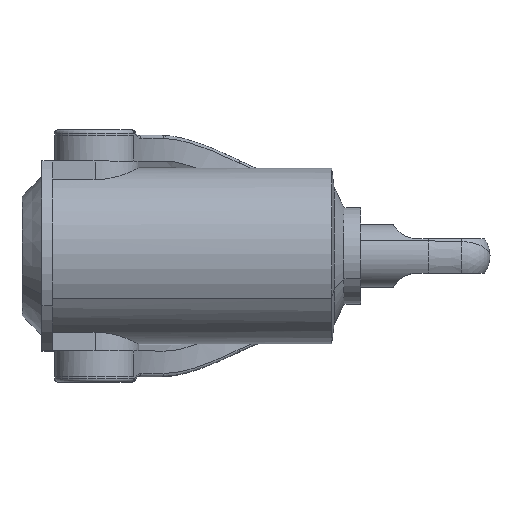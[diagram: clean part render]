
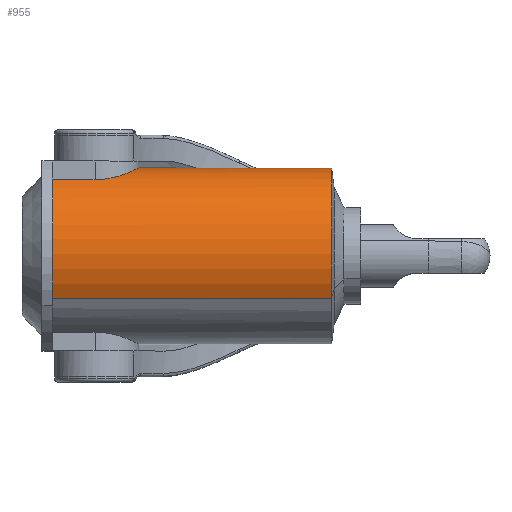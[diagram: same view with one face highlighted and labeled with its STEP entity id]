
A CAD part, top view. The second image highlights one B-rep face of the part: STEP entity #955.
In plain terms, the highlighted cylindrical face has radius 13.25 mm (diameter 26.5 mm), a partial arc.
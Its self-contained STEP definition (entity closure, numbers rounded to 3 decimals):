
#778=CARTESIAN_POINT('Vertex',(-54.426,-34.1,131.142)) ;
#781=CARTESIAN_POINT('Axis2P3D Location',(-54.426,-27.748,119.514)) ;
#785=CARTESIAN_POINT('Vertex',(-54.426,-16.259,126.115)) ;
#806=CARTESIAN_POINT('Vertex',(-54.426,-16.259,112.913)) ;
#809=CARTESIAN_POINT('Axis2P3D Location',(-54.426,-27.748,119.514)) ;
#813=CARTESIAN_POINT('Vertex',(-54.426,-21.396,107.886)) ;
#837=CARTESIAN_POINT('Axis2P3D Location',(-57.756,-27.748,119.514)) ;
#842=CARTESIAN_POINT('Line Origine',(-33.401,-21.396,107.886)) ;
#846=CARTESIAN_POINT('Vertex',(-12.376,-21.396,107.886)) ;
#853=CARTESIAN_POINT('Vertex',(-12.376,-34.1,131.142)) ;
#856=CARTESIAN_POINT('Line Origine',(-33.401,-34.1,131.142)) ;
#906=CARTESIAN_POINT('Axis2P3D Location',(-12.376,-27.748,119.514)) ;
#911=CARTESIAN_POINT('Line Origine',(-33.401,-16.259,112.913)) ;
#915=CARTESIAN_POINT('Vertex',(-48.026,-16.259,112.913)) ;
#919=CARTESIAN_POINT('Control Point',(-48.026,-16.259,126.115)) ;
#920=CARTESIAN_POINT('Control Point',(-47.181,-16.259,126.115)) ;
#921=CARTESIAN_POINT('Control Point',(-46.337,-16.182,125.98)) ;
#922=CARTESIAN_POINT('Control Point',(-45.533,-16.027,125.71)) ;
#923=CARTESIAN_POINT('Control Point',(-43.817,-15.57,124.822)) ;
#924=CARTESIAN_POINT('Control Point',(-42.521,-15.03,123.393)) ;
#925=CARTESIAN_POINT('Control Point',(-41.947,-14.756,122.432)) ;
#926=CARTESIAN_POINT('Control Point',(-41.25,-14.412,120.333)) ;
#927=CARTESIAN_POINT('Control Point',(-41.442,-14.505,118.11)) ;
#928=CARTESIAN_POINT('Control Point',(-41.76,-14.669,117.074)) ;
#929=CARTESIAN_POINT('Control Point',(-42.464,-15.005,115.759)) ;
#930=CARTESIAN_POINT('Control Point',(-43.471,-15.394,114.708)) ;
#931=CARTESIAN_POINT('Control Point',(-43.791,-15.51,114.424)) ;
#932=CARTESIAN_POINT('Control Point',(-44.718,-15.816,113.726)) ;
#933=CARTESIAN_POINT('Control Point',(-45.791,-16.073,113.237)) ;
#934=CARTESIAN_POINT('Control Point',(-46.517,-16.197,113.021)) ;
#935=CARTESIAN_POINT('Control Point',(-47.271,-16.259,112.913)) ;
#936=CARTESIAN_POINT('Control Point',(-48.026,-16.259,112.913)) ;
#937=CARTESIAN_POINT('Vertex',(-48.026,-16.259,126.115)) ;
#940=CARTESIAN_POINT('Line Origine',(-33.401,-16.259,126.115)) ;
#782=DIRECTION('Axis2P3D Direction',(1.,0.,0.)) ;
#810=DIRECTION('Axis2P3D Direction',(1.,0.,0.)) ;
#838=DIRECTION('Axis2P3D Direction',(1.,0.,0.)) ;
#839=DIRECTION('Axis2P3D XDirection',(0.,-0.479,0.878)) ;
#843=DIRECTION('Vector Direction',(1.,0.,0.)) ;
#857=DIRECTION('Vector Direction',(1.,0.,0.)) ;
#907=DIRECTION('Axis2P3D Direction',(1.,0.,0.)) ;
#912=DIRECTION('Vector Direction',(1.,0.,0.)) ;
#941=DIRECTION('Vector Direction',(1.,0.,0.)) ;
#783=AXIS2_PLACEMENT_3D('Circle Axis2P3D',#781,#782,$) ;
#811=AXIS2_PLACEMENT_3D('Circle Axis2P3D',#809,#810,$) ;
#840=AXIS2_PLACEMENT_3D('Cylinder Axis2P3D',#837,#838,#839) ;
#908=AXIS2_PLACEMENT_3D('Circle Axis2P3D',#906,#907,$) ;
#946=ORIENTED_EDGE('',*,*,#787,.T.) ;
#947=ORIENTED_EDGE('',*,*,#860,.T.) ;
#948=ORIENTED_EDGE('',*,*,#910,.F.) ;
#949=ORIENTED_EDGE('',*,*,#848,.F.) ;
#950=ORIENTED_EDGE('',*,*,#815,.T.) ;
#951=ORIENTED_EDGE('',*,*,#917,.T.) ;
#952=ORIENTED_EDGE('',*,*,#939,.F.) ;
#953=ORIENTED_EDGE('',*,*,#944,.F.) ;
#844=VECTOR('Line Direction',#843,1.) ;
#858=VECTOR('Line Direction',#857,1.) ;
#913=VECTOR('Line Direction',#912,1.) ;
#942=VECTOR('Line Direction',#941,1.) ;
#955=ADVANCED_FACE('Body.4',(#954),#841,.T.) ;
#918=B_SPLINE_CURVE_WITH_KNOTS('',5,(#919,#920,#921,#922,#923,#924,#925,#926,#927,#928,#929,#930,#931,#932,#933,#934,#935,#936),.UNSPECIFIED.,.F.,.U.,(6,3,3,3,3,6),(0.,5.972,13.885,21.384,24.506,29.841),.UNSPECIFIED.) ;
#784=CIRCLE('generated circle',#783,13.25) ;
#812=CIRCLE('generated circle',#811,13.25) ;
#909=CIRCLE('generated circle',#908,13.25) ;
#841=CYLINDRICAL_SURFACE('generated cylinder',#840,13.25) ;
#787=EDGE_CURVE('',#786,#779,#784,.T.) ;
#815=EDGE_CURVE('',#814,#807,#812,.T.) ;
#848=EDGE_CURVE('',#814,#847,#845,.T.) ;
#860=EDGE_CURVE('',#779,#854,#859,.T.) ;
#910=EDGE_CURVE('',#847,#854,#909,.T.) ;
#917=EDGE_CURVE('',#807,#916,#914,.T.) ;
#939=EDGE_CURVE('',#938,#916,#918,.T.) ;
#944=EDGE_CURVE('',#786,#938,#943,.T.) ;
#945=EDGE_LOOP('',(#946,#947,#948,#949,#950,#951,#952,#953)) ;
#954=FACE_OUTER_BOUND('',#945,.T.) ;
#845=LINE('Line',#842,#844) ;
#859=LINE('Line',#856,#858) ;
#914=LINE('Line',#911,#913) ;
#943=LINE('Line',#940,#942) ;
#779=VERTEX_POINT('',#778) ;
#786=VERTEX_POINT('',#785) ;
#807=VERTEX_POINT('',#806) ;
#814=VERTEX_POINT('',#813) ;
#847=VERTEX_POINT('',#846) ;
#854=VERTEX_POINT('',#853) ;
#916=VERTEX_POINT('',#915) ;
#938=VERTEX_POINT('',#937) ;
